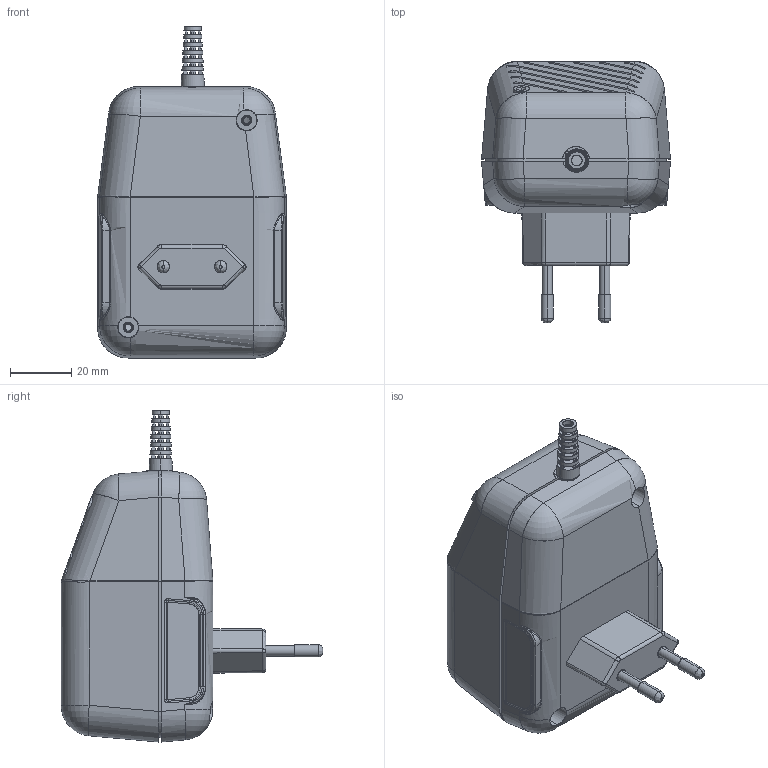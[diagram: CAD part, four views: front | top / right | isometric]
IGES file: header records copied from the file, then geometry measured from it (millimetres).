
Start section: SolidWorks IGES file using analytic representation for surfaces
Global section: file name: KM-402.IGS; native system: SolidWorks 2009; preprocessor: SolidWorks 2009; author: lukasz; date: 130117.211405; units: millimetre
Bounding box: 61.5 x 85.2 x 108.1 mm (x, y, z)
Surface area: 52148.4 mm2 (no closed solid volume)
Topology: 0 solids, 0 shells, 886 faces, 10034 edges, 10020 vertices
Faces by surface type: bspline 521, revolution 365
